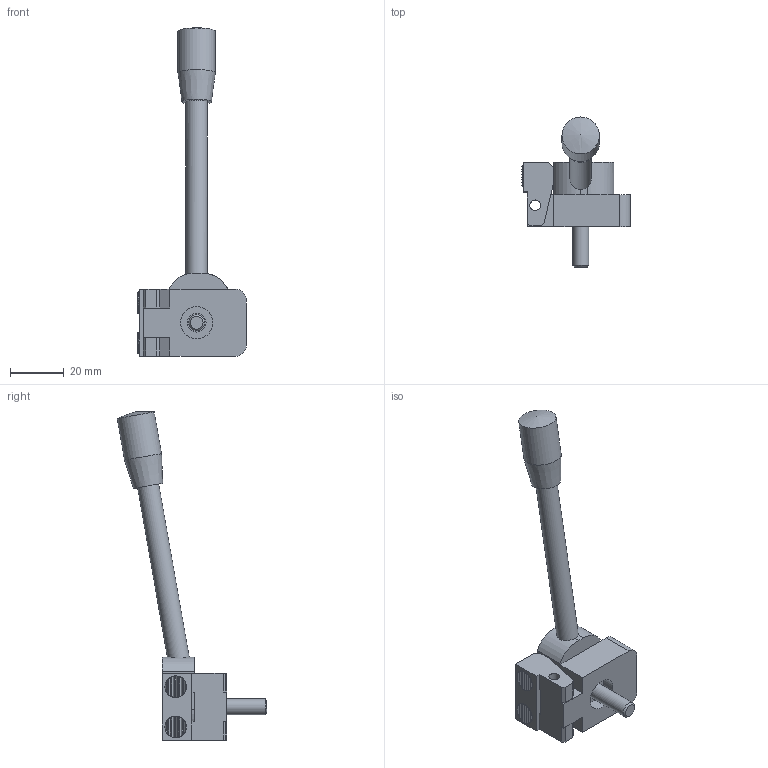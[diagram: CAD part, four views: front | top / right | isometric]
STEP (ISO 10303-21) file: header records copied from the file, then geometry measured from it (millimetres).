
FILE_DESCRIPTION( ( 'STEP AP214' ), '1' );
FILE_NAME( 'K0035.006030_0.stp', '2020-11-24T15:15:06', ( '' ), ( '' ), ' ', 'PARTsolutions', ' ' );
FILE_SCHEMA( ( 'AUTOMOTIVE_DESIGN { 1 0 10303 214 1 1 1 1 }' ) );
Length unit declared in the file: millimetre
Products named in the file (1): _K0035.006030_0
Bounding box: 40.5 x 55.81 x 122.58 mm (x, y, z)
Volume: 27703 mm3; surface area: 10679.6 mm2
Topology: 1 solids, 1 shells, 129 faces, 296 edges, 174 vertices
Faces by surface type: plane 78, cylinder 47, cone 2, torus 1, bspline 1
Full cylindrical faces by diameter (mm): 4 x1, 6 x1, 7 x1, 8 x1, 10.3 x1, 10.5 x1, 12 x1, 14 x1, 18 x1
Entity records: 4660 total; most frequent: DIRECTION 669, CARTESIAN_POINT 663, ORIENTED_EDGE 564, EDGE_CURVE 282, AXIS2_PLACEMENT_3D 260, VERTEX_POINT 174, EDGE_LOOP 153, LINE 149
